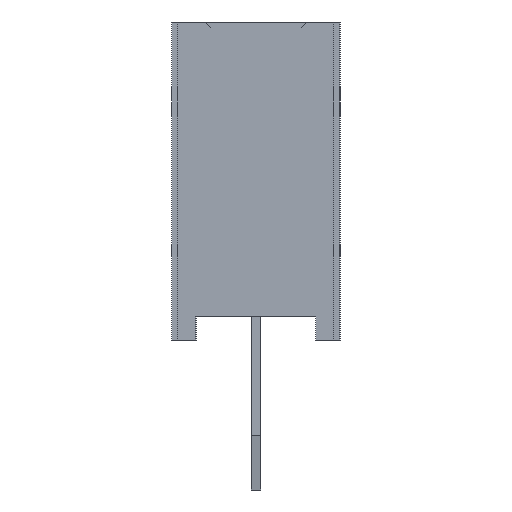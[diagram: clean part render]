
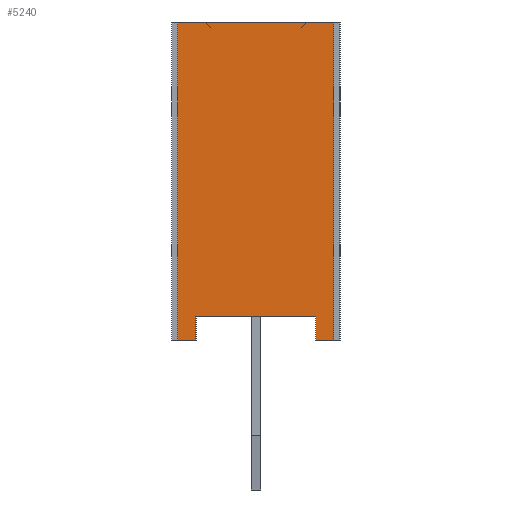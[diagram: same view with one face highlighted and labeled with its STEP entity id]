
A CAD part, left-side view. The second image highlights one B-rep face of the part: STEP entity #5240.
In plain terms, the highlighted planar face has unit normal (-1, 0, 0).
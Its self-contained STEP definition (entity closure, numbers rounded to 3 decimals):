
#162=FACE_OUTER_BOUND('',#486,.T.);
#486=EDGE_LOOP('',(#3559,#3560,#3561,#3562,#3563,#3564,#3565,#3566));
#809=LINE('',#7211,#1541);
#895=LINE('',#7382,#1627);
#896=LINE('',#7386,#1628);
#897=LINE('',#7388,#1629);
#898=LINE('',#7390,#1630);
#899=LINE('',#7392,#1631);
#900=LINE('',#7393,#1632);
#901=LINE('',#7394,#1633);
#1541=VECTOR('',#5863,3.302);
#1627=VECTOR('',#5953,6.731);
#1628=VECTOR('',#5956,0.508);
#1629=VECTOR('',#5957,2.54);
#1630=VECTOR('',#5958,0.508);
#1631=VECTOR('',#5959,0.381);
#1632=VECTOR('',#5960,6.731);
#1633=VECTOR('',#5961,0.381);
#2273=VERTEX_POINT('',#7208);
#2274=VERTEX_POINT('',#7210);
#2357=VERTEX_POINT('',#7380);
#2358=VERTEX_POINT('',#7384);
#2359=VERTEX_POINT('',#7385);
#2360=VERTEX_POINT('',#7387);
#2361=VERTEX_POINT('',#7389);
#2362=VERTEX_POINT('',#7391);
#2737=EDGE_CURVE('',#2273,#2274,#809,.T.);
#2823=EDGE_CURVE('',#2273,#2357,#895,.T.);
#2824=EDGE_CURVE('',#2358,#2359,#896,.T.);
#2825=EDGE_CURVE('',#2359,#2360,#897,.T.);
#2826=EDGE_CURVE('',#2361,#2360,#898,.T.);
#2827=EDGE_CURVE('',#2361,#2362,#899,.T.);
#2828=EDGE_CURVE('',#2274,#2362,#900,.T.);
#2829=EDGE_CURVE('',#2357,#2358,#901,.T.);
#3559=ORIENTED_EDGE('',*,*,#2824,.T.);
#3560=ORIENTED_EDGE('',*,*,#2825,.T.);
#3561=ORIENTED_EDGE('',*,*,#2826,.F.);
#3562=ORIENTED_EDGE('',*,*,#2827,.T.);
#3563=ORIENTED_EDGE('',*,*,#2828,.F.);
#3564=ORIENTED_EDGE('',*,*,#2737,.F.);
#3565=ORIENTED_EDGE('',*,*,#2823,.T.);
#3566=ORIENTED_EDGE('',*,*,#2829,.T.);
#4934=PLANE('',#5554);
#5240=ADVANCED_FACE('',(#162),#4934,.T.);
#5554=AXIS2_PLACEMENT_3D('',#7383,#5954,#5955);
#5863=DIRECTION('',(0.,-1.,0.));
#5953=DIRECTION('',(0.,0.,-1.));
#5954=DIRECTION('center_axis',(-1.,0.,0.));
#5955=DIRECTION('ref_axis',(0.,-1.,0.));
#5956=DIRECTION('',(0.,0.,1.));
#5957=DIRECTION('',(0.,-1.,0.));
#5958=DIRECTION('',(0.,0.,1.));
#5959=DIRECTION('',(0.,-1.,0.));
#5960=DIRECTION('',(0.,0.,-1.));
#5961=DIRECTION('',(0.,-1.,0.));
#7208=CARTESIAN_POINT('',(-22.86,1.651,0.));
#7210=CARTESIAN_POINT('',(-22.86,-1.651,0.));
#7211=CARTESIAN_POINT('',(-22.86,1.651,0.));
#7380=CARTESIAN_POINT('',(-22.86,1.651,-6.731));
#7382=CARTESIAN_POINT('',(-22.86,1.651,0.));
#7383=CARTESIAN_POINT('Origin',(-22.86,1.651,0.));
#7384=CARTESIAN_POINT('',(-22.86,1.27,-6.731));
#7385=CARTESIAN_POINT('',(-22.86,1.27,-6.223));
#7386=CARTESIAN_POINT('',(-22.86,1.27,-6.731));
#7387=CARTESIAN_POINT('',(-22.86,-1.27,-6.223));
#7388=CARTESIAN_POINT('',(-22.86,1.27,-6.223));
#7389=CARTESIAN_POINT('',(-22.86,-1.27,-6.731));
#7390=CARTESIAN_POINT('',(-22.86,-1.27,-6.731));
#7391=CARTESIAN_POINT('',(-22.86,-1.651,-6.731));
#7392=CARTESIAN_POINT('',(-22.86,-1.27,-6.731));
#7393=CARTESIAN_POINT('',(-22.86,-1.651,0.));
#7394=CARTESIAN_POINT('',(-22.86,1.651,-6.731));
